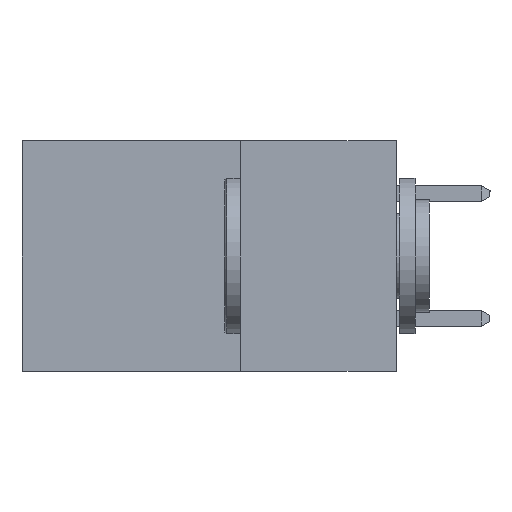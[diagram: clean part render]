
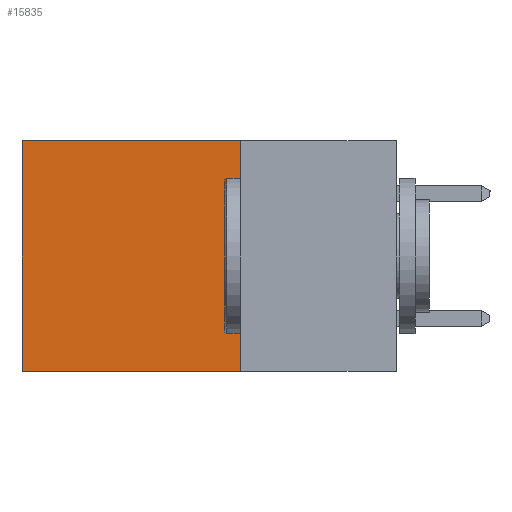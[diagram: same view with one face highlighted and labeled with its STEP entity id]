
A CAD part, left-side view. The second image highlights one B-rep face of the part: STEP entity #15835.
In plain terms, the highlighted planar face has unit normal (-1, 0, 0).
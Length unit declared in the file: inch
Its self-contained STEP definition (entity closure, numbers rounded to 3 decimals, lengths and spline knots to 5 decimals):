
#396 = CARTESIAN_POINT ( 'NONE',  ( 0.2615, 0.6, -0.37 ) ) ;
#3327 = CARTESIAN_POINT ( 'NONE',  ( 0.2615, 0.25, -0.37 ) ) ;
#3549 = LINE ( 'NONE', #24890, #10725 ) ;
#4684 = DIRECTION ( 'NONE',  ( 0., 0., -1. ) ) ;
#5243 = EDGE_CURVE ( 'NONE', #12553, #13306, #10798, .T. ) ;
#5359 = CARTESIAN_POINT ( 'NONE',  ( 0.2615, 0.25, -0.37 ) ) ;
#6300 = DIRECTION ( 'NONE',  ( 0., 1., 0. ) ) ;
#6556 = AXIS2_PLACEMENT_3D ( 'NONE', #5359, #13287, #21060 ) ;
#9123 = EDGE_CURVE ( 'NONE', #19208, #13306, #3549, .T. ) ;
#10675 = EDGE_LOOP ( 'NONE', ( #24698, #16247, #15764, #20657 ) ) ;
#10725 = VECTOR ( 'NONE', #17457, 39.37008 ) ;
#10798 = LINE ( 'NONE', #396, #14086 ) ;
#11268 = DIRECTION ( 'NONE',  ( 0., 0., -1. ) ) ;
#12553 = VERTEX_POINT ( 'NONE', #14737 ) ;
#13155 = PLANE ( 'NONE',  #6556 ) ;
#13287 = DIRECTION ( 'NONE',  ( 1., 0., 0. ) ) ;
#13306 = VERTEX_POINT ( 'NONE', #20333 ) ;
#13760 = VERTEX_POINT ( 'NONE', #19804 ) ;
#14014 = VECTOR ( 'NONE', #6300, 39.37008 ) ;
#14086 = VECTOR ( 'NONE', #4684, 39.37008 ) ;
#14737 = CARTESIAN_POINT ( 'NONE',  ( 0.2615, 0.6, 0. ) ) ;
#14932 = EDGE_CURVE ( 'NONE', #13760, #19208, #21127, .T. ) ;
#15632 = EDGE_CURVE ( 'NONE', #13760, #12553, #22000, .T. ) ;
#15764 = ORIENTED_EDGE ( 'NONE', *, *, #14932, .F. ) ;
#15835 = ADVANCED_FACE ( 'NONE', ( #24599 ), #13155, .F. ) ;
#16247 = ORIENTED_EDGE ( 'NONE', *, *, #9123, .F. ) ;
#17457 = DIRECTION ( 'NONE',  ( 0., 1., 0. ) ) ;
#18877 = CARTESIAN_POINT ( 'NONE',  ( 0.2615, 0.25, -0.37 ) ) ;
#19208 = VERTEX_POINT ( 'NONE', #18877 ) ;
#19789 = VECTOR ( 'NONE', #11268, 39.37008 ) ;
#19804 = CARTESIAN_POINT ( 'NONE',  ( 0.2615, 0.25, 0. ) ) ;
#20333 = CARTESIAN_POINT ( 'NONE',  ( 0.2615, 0.6, -0.37 ) ) ;
#20657 = ORIENTED_EDGE ( 'NONE', *, *, #15632, .T. ) ;
#21060 = DIRECTION ( 'NONE',  ( 0., 0., -1. ) ) ;
#21127 = LINE ( 'NONE', #3327, #19789 ) ;
#22000 = LINE ( 'NONE', #24210, #14014 ) ;
#24210 = CARTESIAN_POINT ( 'NONE',  ( 0.2615, 0.25, 0. ) ) ;
#24599 = FACE_OUTER_BOUND ( 'NONE', #10675, .T. ) ;
#24698 = ORIENTED_EDGE ( 'NONE', *, *, #5243, .T. ) ;
#24890 = CARTESIAN_POINT ( 'NONE',  ( 0.2615, 0.25, -0.37 ) ) ;
